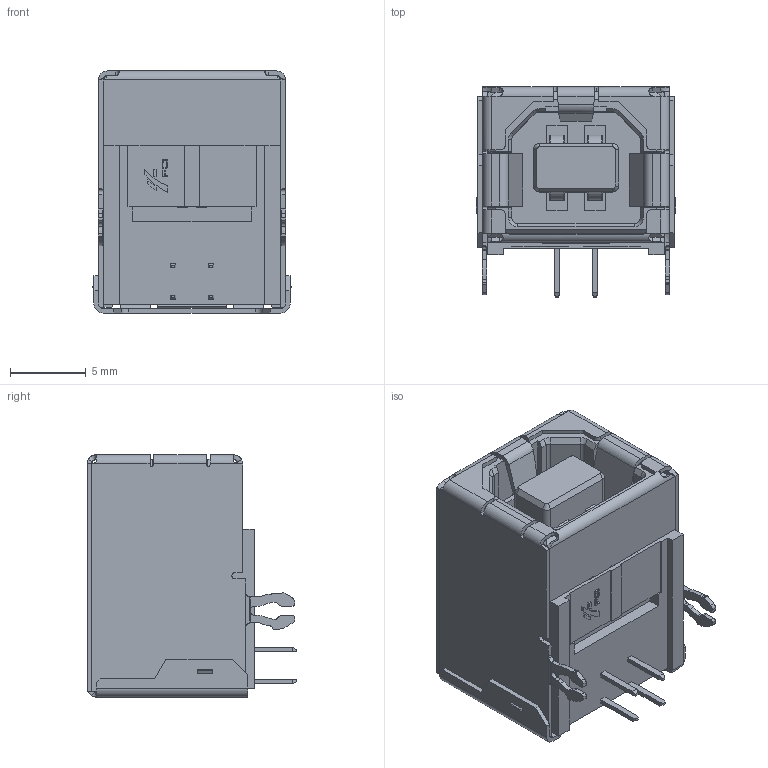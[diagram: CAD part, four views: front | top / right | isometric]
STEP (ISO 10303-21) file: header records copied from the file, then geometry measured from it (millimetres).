
FILE_DESCRIPTION (( 'STEP AP214' ), '1' );
FILE_NAME ('61729-0010BLF.step', '2011-05-17T08:55:05', ( 'vpeshkov' ), ( 'licard' ), 'SwSTEP 2.0', 'SolidWorks 2009', '' );
FILE_SCHEMA (( 'AUTOMOTIVE_DESIGN' ));
Length unit declared in the file: millimetre
Products named in the file (1): 61729-0010BLF
Bounding box: 13.12 x 13.8 x 15.94 mm (x, y, z)
Surface area: 2936.3 mm2 (no closed solid volume)
Topology: 0 solids, 1 shells, 689 faces, 1923 edges, 1219 vertices
Faces by surface type: plane 457, cylinder 172, bspline 50, cone 10
Entity records: 24368 total; most frequent: CARTESIAN_POINT 5817, ORIENTED_EDGE 3825, DIRECTION 3357, EDGE_CURVE 1923, VECTOR 1511, LINE 1511, VERTEX_POINT 1219, AXIS2_PLACEMENT_3D 923
